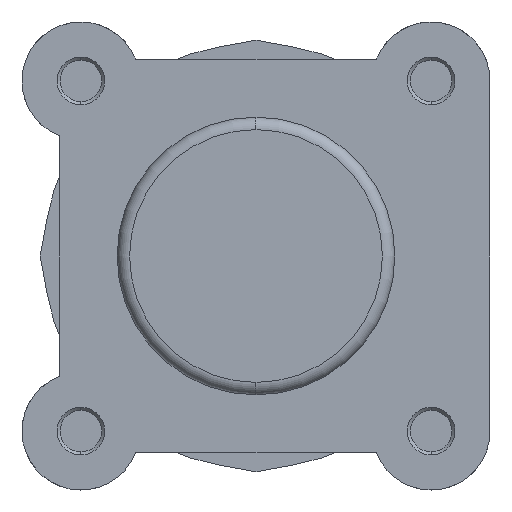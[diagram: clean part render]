
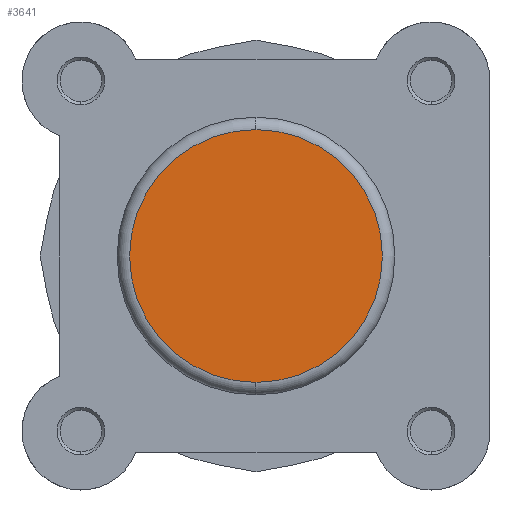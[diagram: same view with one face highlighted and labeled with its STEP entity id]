
A CAD part, left-side view. The second image highlights one B-rep face of the part: STEP entity #3641.
In plain terms, the highlighted planar face has unit normal (-1, 0, 0).
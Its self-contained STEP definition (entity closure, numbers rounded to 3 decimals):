
#58 = CIRCLE ( 'NONE', #621, 20.4 ) ;
#174 = EDGE_CURVE ( 'NONE', #1386, #1387, #3422, .T. ) ;
#229 = EDGE_CURVE ( 'NONE', #1387, #1386, #58, .T. ) ;
#593 = AXIS2_PLACEMENT_3D ( 'NONE', #1329, #1328, #1327 ) ;
#621 = AXIS2_PLACEMENT_3D ( 'NONE', #1189, #1187, #1186 ) ;
#965 = AXIS2_PLACEMENT_3D ( 'NONE', #1976, #1979, #1980 ) ;
#1186 = DIRECTION ( 'NONE',  ( 0., 0., -1. ) ) ;
#1187 = DIRECTION ( 'NONE',  ( -1., 0., 0. ) ) ;
#1189 = CARTESIAN_POINT ( 'NONE',  ( 0., 0., 0. ) ) ;
#1327 = DIRECTION ( 'NONE',  ( 0., 0., -1. ) ) ;
#1328 = DIRECTION ( 'NONE',  ( -1., 0., 0. ) ) ;
#1329 = CARTESIAN_POINT ( 'NONE',  ( 0., 0., 0. ) ) ;
#1386 = VERTEX_POINT ( 'NONE', #4604 ) ;
#1387 = VERTEX_POINT ( 'NONE', #4605 ) ;
#1976 = CARTESIAN_POINT ( 'NONE',  ( 0., 0., 0. ) ) ;
#1977 = PLANE ( 'NONE',  #965 ) ;
#1979 = DIRECTION ( 'NONE',  ( 1., 0., 0. ) ) ;
#1980 = DIRECTION ( 'NONE',  ( 0., 0., -1. ) ) ;
#2450 = EDGE_LOOP ( 'NONE', ( #2627, #2626 ) ) ;
#2626 = ORIENTED_EDGE ( 'NONE', *, *, #229, .T. ) ;
#2627 = ORIENTED_EDGE ( 'NONE', *, *, #174, .T. ) ;
#3422 = CIRCLE ( 'NONE', #593, 20.4 ) ;
#3641 = ADVANCED_FACE ( 'NONE', ( #5606 ), #1977, .F. ) ;
#4604 = CARTESIAN_POINT ( 'NONE',  ( 0., 0., -20.4 ) ) ;
#4605 = CARTESIAN_POINT ( 'NONE',  ( 0., 0., 20.4 ) ) ;
#5606 = FACE_OUTER_BOUND ( 'NONE', #2450, .T. ) ;
